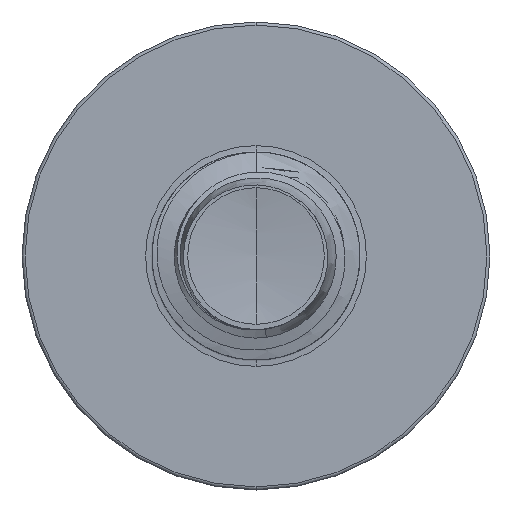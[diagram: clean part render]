
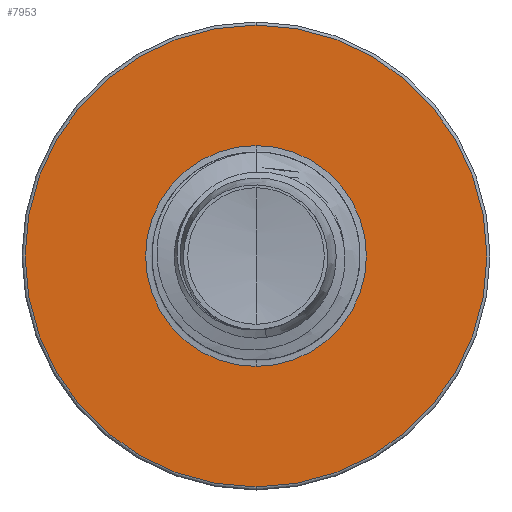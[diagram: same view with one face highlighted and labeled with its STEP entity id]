
A CAD part, front view. The second image highlights one B-rep face of the part: STEP entity #7953.
In plain terms, the highlighted planar face has unit normal (0, -1, 0).
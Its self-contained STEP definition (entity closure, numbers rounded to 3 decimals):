
#51 = VERTEX_POINT ( 'NONE', #13481 ) ;
#680 = DIRECTION ( 'NONE',  ( 0., 1., 0. ) ) ;
#1014 = DIRECTION ( 'NONE',  ( 0., 1., 0. ) ) ;
#2292 = EDGE_CURVE ( 'NONE', #51, #9373, #22689, .T. ) ;
#4204 = DIRECTION ( 'NONE',  ( 0., 0., 1. ) ) ;
#6112 = CARTESIAN_POINT ( 'NONE',  ( 0., 27.5, 0. ) ) ;
#7484 = EDGE_LOOP ( 'NONE', ( #39467, #37998 ) ) ;
#7953 = ADVANCED_FACE ( 'NONE', ( #24099, #32393 ), #19575, .F. ) ;
#8647 = AXIS2_PLACEMENT_3D ( 'NONE', #16479, #22686, #4204 ) ;
#9215 = DIRECTION ( 'NONE',  ( 0., 0., 1. ) ) ;
#9373 = VERTEX_POINT ( 'NONE', #25598 ) ;
#10445 = CARTESIAN_POINT ( 'NONE',  ( 0., 27.5, 6.66 ) ) ;
#13481 = CARTESIAN_POINT ( 'NONE',  ( 0., 27.5, -3.186 ) ) ;
#13716 = CARTESIAN_POINT ( 'NONE',  ( 0., 27.5, 0. ) ) ;
#16479 = CARTESIAN_POINT ( 'NONE',  ( 0., 27.5, -3.186 ) ) ;
#16808 = DIRECTION ( 'NONE',  ( 0., 0., 1. ) ) ;
#17457 = ORIENTED_EDGE ( 'NONE', *, *, #2292, .T. ) ;
#18048 = CIRCLE ( 'NONE', #30123, 3.186 ) ;
#19121 = CIRCLE ( 'NONE', #36792, 6.66 ) ;
#19153 = CARTESIAN_POINT ( 'NONE',  ( 0., 27.5, 0. ) ) ;
#19479 = CARTESIAN_POINT ( 'NONE',  ( 0., 27.5, 0. ) ) ;
#19575 = PLANE ( 'NONE',  #8647 ) ;
#21120 = EDGE_CURVE ( 'NONE', #25338, #21438, #19121, .T. ) ;
#21438 = VERTEX_POINT ( 'NONE', #10445 ) ;
#22259 = DIRECTION ( 'NONE',  ( 0., 0., 1. ) ) ;
#22594 = DIRECTION ( 'NONE',  ( 0., 0., 1. ) ) ;
#22686 = DIRECTION ( 'NONE',  ( 0., 1., 0. ) ) ;
#22689 = CIRCLE ( 'NONE', #29082, 3.186 ) ;
#24099 = FACE_OUTER_BOUND ( 'NONE', #7484, .T. ) ;
#25338 = VERTEX_POINT ( 'NONE', #31747 ) ;
#25598 = CARTESIAN_POINT ( 'NONE',  ( 0., 27.5, 3.186 ) ) ;
#27248 = AXIS2_PLACEMENT_3D ( 'NONE', #6112, #27730, #9215 ) ;
#27730 = DIRECTION ( 'NONE',  ( 0., 1., 0. ) ) ;
#29082 = AXIS2_PLACEMENT_3D ( 'NONE', #13716, #35416, #16808 ) ;
#30123 = AXIS2_PLACEMENT_3D ( 'NONE', #19153, #680, #22259 ) ;
#30167 = EDGE_LOOP ( 'NONE', ( #34408, #17457 ) ) ;
#31666 = CIRCLE ( 'NONE', #27248, 6.66 ) ;
#31747 = CARTESIAN_POINT ( 'NONE',  ( 0., 27.5, -6.66 ) ) ;
#32393 = FACE_BOUND ( 'NONE', #30167, .T. ) ;
#34408 = ORIENTED_EDGE ( 'NONE', *, *, #38844, .T. ) ;
#35416 = DIRECTION ( 'NONE',  ( 0., 1., 0. ) ) ;
#36792 = AXIS2_PLACEMENT_3D ( 'NONE', #19479, #1014, #22594 ) ;
#37998 = ORIENTED_EDGE ( 'NONE', *, *, #21120, .F. ) ;
#38844 = EDGE_CURVE ( 'NONE', #9373, #51, #18048, .T. ) ;
#39467 = ORIENTED_EDGE ( 'NONE', *, *, #39729, .F. ) ;
#39729 = EDGE_CURVE ( 'NONE', #21438, #25338, #31666, .T. ) ;
